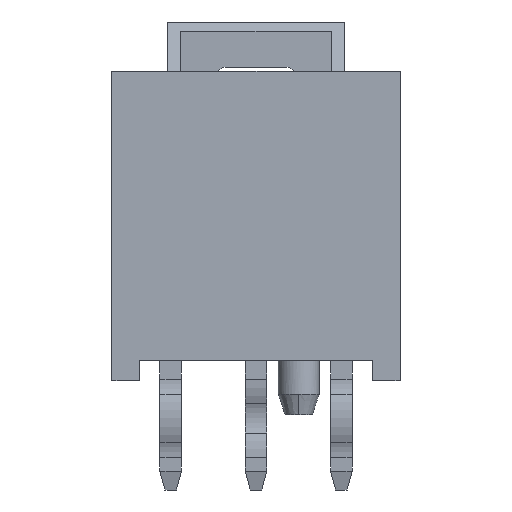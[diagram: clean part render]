
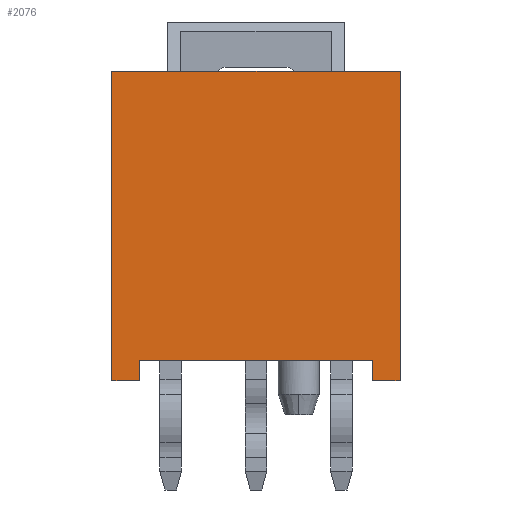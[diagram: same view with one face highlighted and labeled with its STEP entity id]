
A CAD part, front view. The second image highlights one B-rep face of the part: STEP entity #2076.
In plain terms, the highlighted planar face has unit normal (0, -1, 0).
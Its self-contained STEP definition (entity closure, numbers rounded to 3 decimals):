
#1=DIRECTION('',(-1.,0.,0.));
#2=VECTOR('',#1,6.84);
#3=CARTESIAN_POINT('',(3.42,-1.74,-4.23));
#4=LINE('',#3,#2);
#5=DIRECTION('',(0.,0.,-1.));
#6=VECTOR('',#5,0.6);
#7=CARTESIAN_POINT('',(-3.42,-1.74,-4.23));
#8=LINE('',#7,#6);
#9=DIRECTION('',(1.,0.,0.));
#10=VECTOR('',#9,8.44);
#11=CARTESIAN_POINT('',(-4.22,-1.74,4.23));
#12=LINE('',#11,#10);
#13=DIRECTION('',(0.,0.,-1.));
#14=VECTOR('',#13,9.06);
#15=CARTESIAN_POINT('',(4.22,-1.74,4.23));
#16=LINE('',#15,#14);
#1340=DIRECTION('',(0.,0.,-1.));
#1341=VECTOR('',#1340,0.6);
#1342=CARTESIAN_POINT('',(3.42,-1.74,-4.23));
#1343=LINE('',#1342,#1341);
#1360=DIRECTION('',(-1.,0.,0.));
#1361=VECTOR('',#1360,0.8);
#1362=CARTESIAN_POINT('',(4.22,-1.74,-4.83));
#1363=LINE('',#1362,#1361);
#1396=DIRECTION('',(-1.,0.,0.));
#1397=VECTOR('',#1396,0.8);
#1398=CARTESIAN_POINT('',(-3.42,-1.74,-4.83));
#1399=LINE('',#1398,#1397);
#1408=DIRECTION('',(0.,0.,-1.));
#1409=VECTOR('',#1408,9.06);
#1410=CARTESIAN_POINT('',(-4.22,-1.74,4.23));
#1411=LINE('',#1410,#1409);
#1578=CARTESIAN_POINT('',(-4.22,-1.74,4.23));
#1579=CARTESIAN_POINT('',(4.22,-1.74,4.23));
#1580=VERTEX_POINT('',#1578);
#1581=VERTEX_POINT('',#1579);
#1606=CARTESIAN_POINT('',(4.22,-1.74,-4.83));
#1607=CARTESIAN_POINT('',(3.42,-1.74,-4.83));
#1608=VERTEX_POINT('',#1606);
#1609=VERTEX_POINT('',#1607);
#1622=CARTESIAN_POINT('',(-4.22,-1.74,-4.83));
#1624=VERTEX_POINT('',#1622);
#1628=CARTESIAN_POINT('',(-3.42,-1.74,-4.83));
#1629=VERTEX_POINT('',#1628);
#1636=CARTESIAN_POINT('',(3.42,-1.74,-4.23));
#1638=VERTEX_POINT('',#1636);
#1652=CARTESIAN_POINT('',(-3.42,-1.74,-4.23));
#1653=VERTEX_POINT('',#1652);
#2053=CARTESIAN_POINT('',(0.,-1.74,0.));
#2054=DIRECTION('',(0.,1.,0.));
#2055=DIRECTION('',(1.,0.,0.));
#2056=AXIS2_PLACEMENT_3D('',#2053,#2054,#2055);
#2057=PLANE('',#2056);
#2059=ORIENTED_EDGE('',*,*,#2058,.T.);
#2061=ORIENTED_EDGE('',*,*,#2060,.T.);
#2063=ORIENTED_EDGE('',*,*,#2062,.T.);
#2065=ORIENTED_EDGE('',*,*,#2064,.F.);
#2067=ORIENTED_EDGE('',*,*,#2066,.T.);
#2069=ORIENTED_EDGE('',*,*,#2068,.T.);
#2071=ORIENTED_EDGE('',*,*,#2070,.T.);
#2073=ORIENTED_EDGE('',*,*,#2072,.F.);
#2074=EDGE_LOOP('',(#2059,#2061,#2063,#2065,#2067,#2069,#2071,#2073));
#2075=FACE_OUTER_BOUND('',#2074,.F.);
#2076=ADVANCED_FACE('',(#2075),#2057,.F.);
#2058=EDGE_CURVE('',#1638,#1653,#4,.T.);
#2060=EDGE_CURVE('',#1653,#1629,#8,.T.);
#2062=EDGE_CURVE('',#1629,#1624,#1399,.T.);
#2064=EDGE_CURVE('',#1580,#1624,#1411,.T.);
#2066=EDGE_CURVE('',#1580,#1581,#12,.T.);
#2068=EDGE_CURVE('',#1581,#1608,#16,.T.);
#2070=EDGE_CURVE('',#1608,#1609,#1363,.T.);
#2072=EDGE_CURVE('',#1638,#1609,#1343,.T.);
